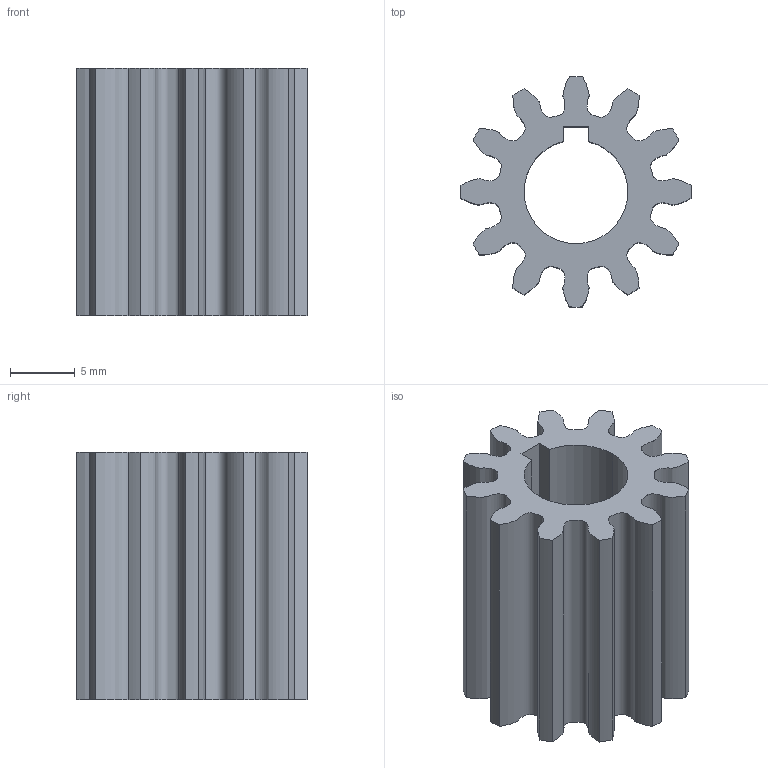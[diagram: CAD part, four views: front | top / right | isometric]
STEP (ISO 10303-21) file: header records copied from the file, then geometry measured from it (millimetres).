
FILE_DESCRIPTION (( 'STEP AP203' ), '1' );
FILE_NAME ('12.CIM.VP.STEP', '2014-06-22T00:00:29', ( '' ), ( '' ), 'SwSTEP 2.0', 'SolidWorks 2013', '' );
FILE_SCHEMA (( 'CONFIG_CONTROL_DESIGN' ));
Length unit declared in the file: inch
Products named in the file (1): 12.CIM.VP
Bounding box: 17.78 x 17.78 x 19.05 mm (x, y, z)
Volume: 2081.7 mm3; surface area: 2620.5 mm2
Topology: 1 solids, 1 shells, 33 faces, 93 edges, 62 vertices
Faces by surface type: cylinder 16, bspline 12, plane 5
Entity records: 5122 total; most frequent: CARTESIAN_POINT 4233, ORIENTED_EDGE 186, DIRECTION 145, EDGE_CURVE 93, VERTEX_POINT 62, AXIS2_PLACEMENT_3D 54, LINE 37, VECTOR 37
